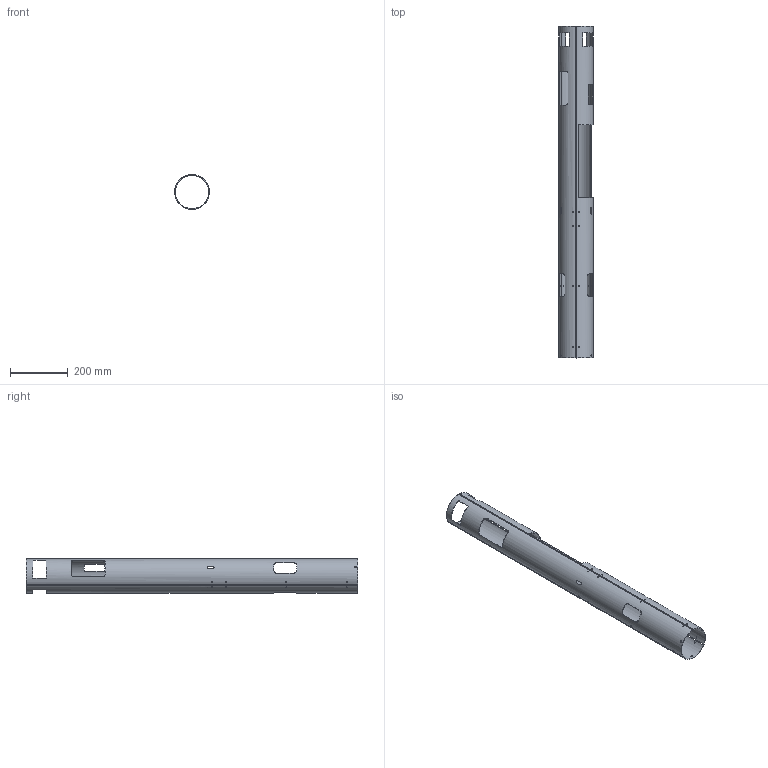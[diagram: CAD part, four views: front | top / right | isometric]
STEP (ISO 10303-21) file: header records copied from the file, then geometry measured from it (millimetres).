
FILE_DESCRIPTION(/* description */ (''),/* implementation_level */ '2;1');
FILE_NAME(/* name */ 'peau_STEP.step',/* time_stamp */ '2022-05-30T20:14:41+02:00',/* author */ (''),/* organization */ (''),/* preprocessor_version */ 'ST-DEVELOPER v19',/* originating_system */ 'Autodesk Translation Framework v11.7.0.108',/* authorisation */ '');
FILE_SCHEMA (('AUTOMOTIVE_DESIGN { 1 0 10303 214 3 1 1 }'));
Length unit declared in the file: millimetre
Products named in the file (4): peau; Composant1; Composant2; Composant3
Assembly tree (3 placements, depth 2):
  peau
    Composant1
    Composant2
    Composant3
Bounding box: 119.99 x 1150 x 119.96 mm (x, y, z)
Volume: 701286.1 mm3; surface area: 724052.7 mm2
Topology: 3 solids, 3 shells, 143 faces, 459 edges, 322 vertices
Faces by surface type: plane 66, cylinder 40, bspline 37
Full cylindrical faces by diameter (mm): 4 x24
Entity records: 10769 total; most frequent: CARTESIAN_POINT 6834, ORIENTED_EDGE 918, DIRECTION 555, EDGE_CURVE 459, VERTEX_POINT 322, EDGE_LOOP 221, LINE 209, VECTOR 209
